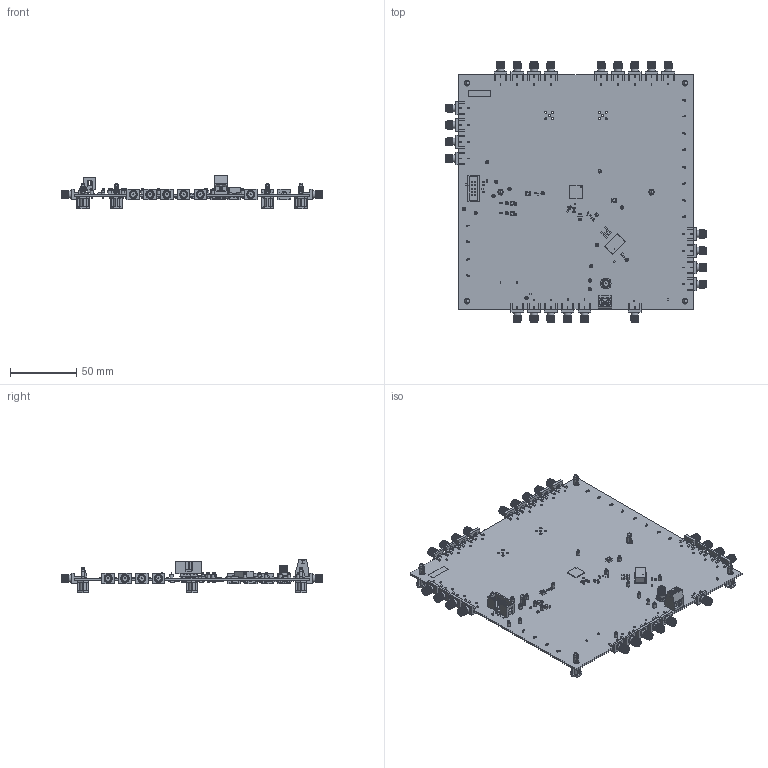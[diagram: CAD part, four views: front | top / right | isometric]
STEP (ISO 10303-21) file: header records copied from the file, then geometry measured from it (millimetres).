
FILE_DESCRIPTION(('Open CASCADE Model'),'2;1');
FILE_NAME('Open CASCADE Shape Model','2021-10-04T13:28:31',('Author'),( 'Open CASCADE'),'Open CASCADE STEP processor 6.8','Open CASCADE 6.8' ,'Unknown');
FILE_SCHEMA(('AUTOMOTIVE_DESIGN { 1 0 10303 214 1 1 1 1 }'));
Length unit declared in the file: millimetre
Products named in the file (397): PCB; Board; Open CASCADE STEP translator 6.8 1.1.1; R116; 6448602304; Extruded; 6448602144; R123; R169; 6448597584; 6448597424; R176; C23; C18; R78; 6448595584; 6448595424; C100; 6448600064; 6448599904; U1; 6447495440; 6447496080; C88; R103; 6448597984; 6448597824; R121; R112; D2; 6447495600; 6448601424; 6448601264; R12; R6; R181; R199; R147; R129; R183 ...
Assembly tree (1106 placements, depth 4):
  PCB
    Board
      Open CASCADE STEP translator 6.8 1.1.1
    R116
      6448602304  x2
        Extruded
      6448602144
        Extruded
    R123
      6448602304  x2
        Extruded
      6448602144
        Extruded
    R169
      6448597584  x2
        Extruded
      6448597424
        Extruded
    R176
      6448597584  x2
        Extruded
      6448597424
        Extruded
    C23
      6448597584  x2
        Extruded
      6448597424
        Extruded
    C18
      6448597584  x2
        Extruded
      6448597424
        Extruded
    R78
      6448595584  x2
        Extruded
      6448595424
        Extruded
    C100
      6448600064  x2
        Extruded
      6448599904
        Extruded
    U1
      6447495440
        Extruded
      6447496080
        Extruded
    C88
      6448600064  x2
        Extruded
      6448599904
        Extruded
    R103
      6448597984  x2
        Extruded
      6448597824
        Extruded
    R121
      6448597984  x2
Bounding box: 197.82 x 197.82 x 25.48 mm (x, y, z)
Volume: 60498 mm3; surface area: 89646.1 mm2
Topology: 808 solids, 808 shells, 7240 faces, 16517 edges, 11059 vertices
Faces by surface type: plane 6144, cylinder 649, cone 340, bspline 48, extrusion 23, torus 20, sphere 16
Full cylindrical faces by diameter (mm): 0.762 x24, 0.889 x23, 1.016 x18, 1.27 x1, 1.575 x3, 1.65 x2, 1.702 x12, 2.5 x18, 3.785 x1, 3.81 x24, 3.988 x6, 4.267 x24, 4.597 x24, 5.486 x168, 7.925 x1
Entity records: 49683 total; most frequent: CARTESIAN_POINT 8242, DIRECTION 7937, ORIENTED_EDGE 6000, EDGE_CURVE 3000, AXIS2_PLACEMENT_3D 2758, VECTOR 2421, LINE 2420, VERTEX_POINT 1974
